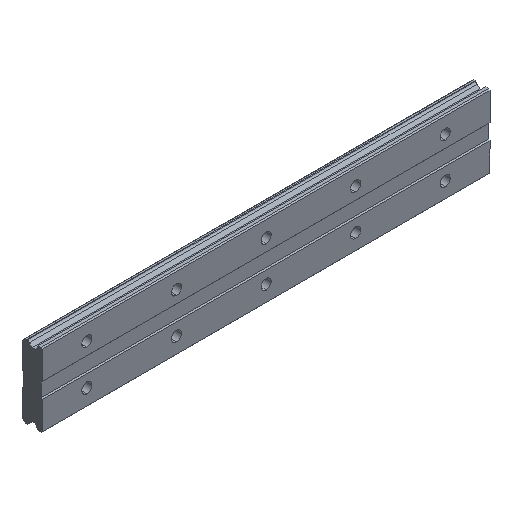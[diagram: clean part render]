
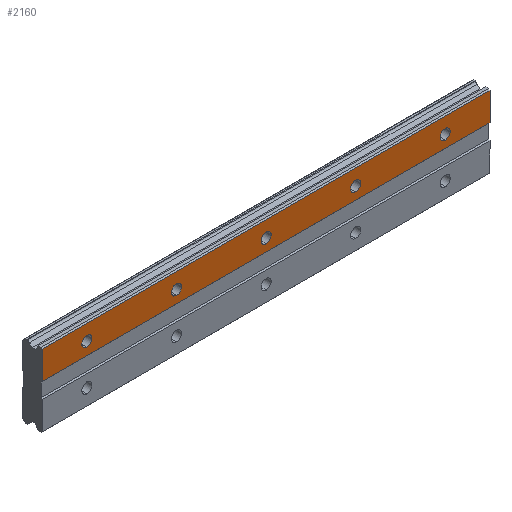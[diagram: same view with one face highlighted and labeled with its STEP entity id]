
A CAD part, isometric view. The second image highlights one B-rep face of the part: STEP entity #2160.
In plain terms, the highlighted planar face has unit normal (0, -1, 0).
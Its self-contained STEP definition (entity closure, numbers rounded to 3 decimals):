
#8 = VERTEX_POINT ( 'NONE', #1823 ) ;
#25 = ORIENTED_EDGE ( 'NONE', *, *, #482, .F. ) ;
#55 = AXIS2_PLACEMENT_3D ( 'NONE', #1046, #1035, #816 ) ;
#103 = CARTESIAN_POINT ( 'NONE',  ( 120., 0., 9. ) ) ;
#129 = FACE_BOUND ( 'NONE', #761, .T. ) ;
#153 = CARTESIAN_POINT ( 'NONE',  ( 0., 0., 6.75 ) ) ;
#156 = DIRECTION ( 'NONE',  ( 0., -1., 0. ) ) ;
#157 = FACE_BOUND ( 'NONE', #973, .T. ) ;
#198 = DIRECTION ( 'NONE',  ( 0., -1., 0. ) ) ;
#224 = CARTESIAN_POINT ( 'NONE',  ( 0., 0., 9. ) ) ;
#232 = CIRCLE ( 'NONE', #1621, 2.25 ) ;
#240 = DIRECTION ( 'NONE',  ( 0., 0., 1. ) ) ;
#249 = VERTEX_POINT ( 'NONE', #2151 ) ;
#262 = VERTEX_POINT ( 'NONE', #2602 ) ;
#303 = ORIENTED_EDGE ( 'NONE', *, *, #897, .F. ) ;
#317 = DIRECTION ( 'NONE',  ( 0., 0., 1. ) ) ;
#321 = CIRCLE ( 'NONE', #2329, 2.25 ) ;
#357 = CIRCLE ( 'NONE', #55, 2.25 ) ;
#365 = AXIS2_PLACEMENT_3D ( 'NONE', #768, #1414, #2241 ) ;
#368 = CARTESIAN_POINT ( 'NONE',  ( -20., 0., 16. ) ) ;
#381 = VERTEX_POINT ( 'NONE', #368 ) ;
#410 = VERTEX_POINT ( 'NONE', #153 ) ;
#433 = CARTESIAN_POINT ( 'NONE',  ( 40., 0., 11.25 ) ) ;
#482 = EDGE_CURVE ( 'NONE', #381, #8, #1171, .T. ) ;
#539 = CARTESIAN_POINT ( 'NONE',  ( 0., 0., 11.25 ) ) ;
#550 = DIRECTION ( 'NONE',  ( 0., 0., 1. ) ) ;
#561 = FACE_BOUND ( 'NONE', #1833, .T. ) ;
#618 = EDGE_CURVE ( 'NONE', #381, #2407, #1311, .T. ) ;
#624 = CARTESIAN_POINT ( 'NONE',  ( 160., 0., 11.25 ) ) ;
#653 = VERTEX_POINT ( 'NONE', #2523 ) ;
#659 = CARTESIAN_POINT ( 'NONE',  ( -20., 0., 16.615 ) ) ;
#670 = CIRCLE ( 'NONE', #1358, 2.25 ) ;
#704 = DIRECTION ( 'NONE',  ( 0., 0., 1. ) ) ;
#738 = ORIENTED_EDGE ( 'NONE', *, *, #2051, .F. ) ;
#761 = EDGE_LOOP ( 'NONE', ( #903, #1906 ) ) ;
#768 = CARTESIAN_POINT ( 'NONE',  ( 0., 0., 9. ) ) ;
#778 = AXIS2_PLACEMENT_3D ( 'NONE', #1582, #2421, #550 ) ;
#794 = CARTESIAN_POINT ( 'NONE',  ( 180., 0., 3.5 ) ) ;
#816 = DIRECTION ( 'NONE',  ( 0., 0., 1. ) ) ;
#834 = EDGE_LOOP ( 'NONE', ( #738, #1912, #25, #2527 ) ) ;
#854 = EDGE_CURVE ( 'NONE', #249, #653, #232, .T. ) ;
#864 = EDGE_CURVE ( 'NONE', #8, #1004, #988, .T. ) ;
#889 = EDGE_CURVE ( 'NONE', #2275, #262, #670, .T. ) ;
#893 = DIRECTION ( 'NONE',  ( -1., 0., 0. ) ) ;
#897 = EDGE_CURVE ( 'NONE', #410, #1744, #1889, .T. ) ;
#898 = ORIENTED_EDGE ( 'NONE', *, *, #1065, .F. ) ;
#903 = ORIENTED_EDGE ( 'NONE', *, *, #854, .F. ) ;
#926 = CARTESIAN_POINT ( 'NONE',  ( 160., 0., 6.75 ) ) ;
#934 = DIRECTION ( 'NONE',  ( 0., -1., 0. ) ) ;
#961 = FACE_BOUND ( 'NONE', #2378, .T. ) ;
#973 = EDGE_LOOP ( 'NONE', ( #1418, #303 ) ) ;
#980 = ORIENTED_EDGE ( 'NONE', *, *, #1425, .F. ) ;
#988 = LINE ( 'NONE', #1636, #1533 ) ;
#1003 = FACE_OUTER_BOUND ( 'NONE', #834, .T. ) ;
#1004 = VERTEX_POINT ( 'NONE', #794 ) ;
#1022 = DIRECTION ( 'NONE',  ( 0., -1., 0. ) ) ;
#1035 = DIRECTION ( 'NONE',  ( 0., -1., 0. ) ) ;
#1046 = CARTESIAN_POINT ( 'NONE',  ( 160., 0., 9. ) ) ;
#1060 = DIRECTION ( 'NONE',  ( 0., -1., 0. ) ) ;
#1065 = EDGE_CURVE ( 'NONE', #1903, #2430, #2098, .T. ) ;
#1101 = EDGE_CURVE ( 'NONE', #1476, #1971, #321, .T. ) ;
#1114 = EDGE_LOOP ( 'NONE', ( #898, #2345 ) ) ;
#1171 = LINE ( 'NONE', #2640, #2023 ) ;
#1206 = CARTESIAN_POINT ( 'NONE',  ( 40., 0., 9. ) ) ;
#1215 = AXIS2_PLACEMENT_3D ( 'NONE', #1206, #2214, #317 ) ;
#1224 = CARTESIAN_POINT ( 'NONE',  ( 80., 0., 9. ) ) ;
#1243 = DIRECTION ( 'NONE',  ( 0., 0., 1. ) ) ;
#1311 = LINE ( 'NONE', #659, #2505 ) ;
#1358 = AXIS2_PLACEMENT_3D ( 'NONE', #1812, #156, #1243 ) ;
#1362 = FACE_BOUND ( 'NONE', #1114, .T. ) ;
#1394 = AXIS2_PLACEMENT_3D ( 'NONE', #224, #1060, #1876 ) ;
#1414 = DIRECTION ( 'NONE',  ( 0., -1., 0. ) ) ;
#1418 = ORIENTED_EDGE ( 'NONE', *, *, #1471, .F. ) ;
#1425 = EDGE_CURVE ( 'NONE', #262, #2275, #2410, .T. ) ;
#1457 = EDGE_CURVE ( 'NONE', #2430, #1903, #357, .T. ) ;
#1471 = EDGE_CURVE ( 'NONE', #1744, #410, #2588, .T. ) ;
#1476 = VERTEX_POINT ( 'NONE', #433 ) ;
#1483 = DIRECTION ( 'NONE',  ( 0., 0., 1. ) ) ;
#1533 = VECTOR ( 'NONE', #2447, 1000. ) ;
#1582 = CARTESIAN_POINT ( 'NONE',  ( 180., 0., 16. ) ) ;
#1621 = AXIS2_PLACEMENT_3D ( 'NONE', #103, #934, #2608 ) ;
#1636 = CARTESIAN_POINT ( 'NONE',  ( 180., 0., 16.615 ) ) ;
#1646 = CIRCLE ( 'NONE', #1215, 2.25 ) ;
#1735 = DIRECTION ( 'NONE',  ( 0., -1., 0. ) ) ;
#1740 = CARTESIAN_POINT ( 'NONE',  ( -20., 0., 3.5 ) ) ;
#1744 = VERTEX_POINT ( 'NONE', #539 ) ;
#1760 = ORIENTED_EDGE ( 'NONE', *, *, #1101, .F. ) ;
#1811 = EDGE_CURVE ( 'NONE', #653, #249, #2169, .T. ) ;
#1812 = CARTESIAN_POINT ( 'NONE',  ( 80., 0., 9. ) ) ;
#1823 = CARTESIAN_POINT ( 'NONE',  ( 180., 0., 16. ) ) ;
#1833 = EDGE_LOOP ( 'NONE', ( #1760, #1917 ) ) ;
#1876 = DIRECTION ( 'NONE',  ( 0., 0., 1. ) ) ;
#1889 = CIRCLE ( 'NONE', #365, 2.25 ) ;
#1903 = VERTEX_POINT ( 'NONE', #624 ) ;
#1906 = ORIENTED_EDGE ( 'NONE', *, *, #1811, .F. ) ;
#1908 = CARTESIAN_POINT ( 'NONE',  ( 80., 0., 11.25 ) ) ;
#1912 = ORIENTED_EDGE ( 'NONE', *, *, #864, .F. ) ;
#1917 = ORIENTED_EDGE ( 'NONE', *, *, #2095, .F. ) ;
#1939 = CARTESIAN_POINT ( 'NONE',  ( 180., 0., 3.5 ) ) ;
#1953 = CARTESIAN_POINT ( 'NONE',  ( 160., 0., 9. ) ) ;
#1971 = VERTEX_POINT ( 'NONE', #2144 ) ;
#2023 = VECTOR ( 'NONE', #2682, 1000. ) ;
#2051 = EDGE_CURVE ( 'NONE', #1004, #2407, #2131, .T. ) ;
#2095 = EDGE_CURVE ( 'NONE', #1971, #1476, #1646, .T. ) ;
#2098 = CIRCLE ( 'NONE', #2598, 2.25 ) ;
#2131 = LINE ( 'NONE', #1939, #2217 ) ;
#2144 = CARTESIAN_POINT ( 'NONE',  ( 40., 0., 6.75 ) ) ;
#2146 = DIRECTION ( 'NONE',  ( 0., -1., 0. ) ) ;
#2151 = CARTESIAN_POINT ( 'NONE',  ( 120., 0., 11.25 ) ) ;
#2158 = CARTESIAN_POINT ( 'NONE',  ( 40., 0., 9. ) ) ;
#2160 = ADVANCED_FACE ( 'NONE', ( #1003, #157, #1362, #129, #961, #561 ), #2633, .F. ) ;
#2169 = CIRCLE ( 'NONE', #2704, 2.25 ) ;
#2214 = DIRECTION ( 'NONE',  ( 0., -1., 0. ) ) ;
#2217 = VECTOR ( 'NONE', #893, 1000. ) ;
#2241 = DIRECTION ( 'NONE',  ( 0., 0., 1. ) ) ;
#2275 = VERTEX_POINT ( 'NONE', #1908 ) ;
#2300 = CARTESIAN_POINT ( 'NONE',  ( 120., 0., 9. ) ) ;
#2329 = AXIS2_PLACEMENT_3D ( 'NONE', #2158, #2146, #2369 ) ;
#2345 = ORIENTED_EDGE ( 'NONE', *, *, #1457, .F. ) ;
#2369 = DIRECTION ( 'NONE',  ( 0., 0., 1. ) ) ;
#2378 = EDGE_LOOP ( 'NONE', ( #2415, #980 ) ) ;
#2407 = VERTEX_POINT ( 'NONE', #1740 ) ;
#2410 = CIRCLE ( 'NONE', #2502, 2.25 ) ;
#2415 = ORIENTED_EDGE ( 'NONE', *, *, #889, .F. ) ;
#2421 = DIRECTION ( 'NONE',  ( 0., 1., 0. ) ) ;
#2430 = VERTEX_POINT ( 'NONE', #926 ) ;
#2447 = DIRECTION ( 'NONE',  ( 0., 0., -1. ) ) ;
#2502 = AXIS2_PLACEMENT_3D ( 'NONE', #1224, #1022, #240 ) ;
#2505 = VECTOR ( 'NONE', #2566, 1000. ) ;
#2523 = CARTESIAN_POINT ( 'NONE',  ( 120., 0., 6.75 ) ) ;
#2527 = ORIENTED_EDGE ( 'NONE', *, *, #618, .T. ) ;
#2566 = DIRECTION ( 'NONE',  ( 0., 0., -1. ) ) ;
#2588 = CIRCLE ( 'NONE', #1394, 2.25 ) ;
#2598 = AXIS2_PLACEMENT_3D ( 'NONE', #1953, #1735, #704 ) ;
#2602 = CARTESIAN_POINT ( 'NONE',  ( 80., 0., 6.75 ) ) ;
#2608 = DIRECTION ( 'NONE',  ( 0., 0., 1. ) ) ;
#2633 = PLANE ( 'NONE',  #778 ) ;
#2640 = CARTESIAN_POINT ( 'NONE',  ( 180., 0., 16. ) ) ;
#2682 = DIRECTION ( 'NONE',  ( 1., 0., 0. ) ) ;
#2704 = AXIS2_PLACEMENT_3D ( 'NONE', #2300, #198, #1483 ) ;
